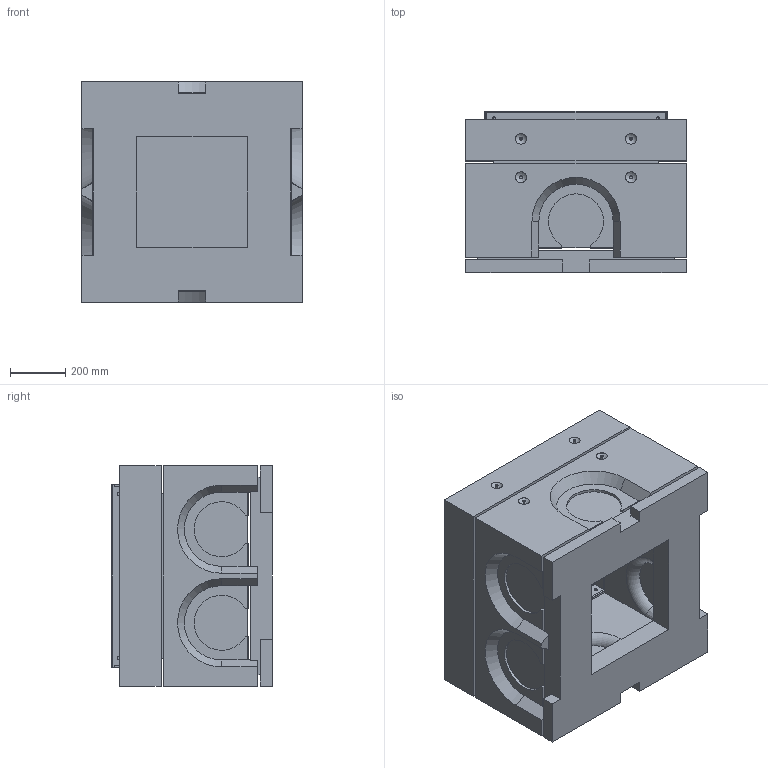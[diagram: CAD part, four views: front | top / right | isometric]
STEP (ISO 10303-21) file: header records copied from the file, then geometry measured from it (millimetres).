
FILE_DESCRIPTION (( 'STEP AP214' ), '1' );
FILE_NAME ('SC-ECO.0606.52.B125.STEP', '2020-05-20T09:21:16', ( '' ), ( '' ), 'SwSTEP 2.0', 'SolidWorks 2018', '' );
FILE_SCHEMA (( 'AUTOMOTIVE_DESIGN' ));
Length unit declared in the file: millimetre
Products named in the file (1): SC-ECO.0606.52.B125
Bounding box: 800 x 585 x 800 mm (x, y, z)
Surface area: 6772652.6 mm2 (no closed solid volume)
Topology: 0 solids, 84 shells, 341 faces, 1655 edges, 1363 vertices
Faces by surface type: plane 194, cylinder 92, bspline 23, torus 16, cone 12, sphere 4
Full cylindrical faces by diameter (mm): 5.81 x8, 10 x24, 12.2 x4, 26.5 x2, 34 x2, 35 x4, 40 x4, 50 x2
Entity records: 24193 total; most frequent: CARTESIAN_POINT 8259, DIRECTION 2226, ORIENTED_EDGE 2057, EDGE_CURVE 1569, VERTEX_POINT 1343, LINE 1028, VECTOR 1028, AXIS2_PLACEMENT_3D 599
